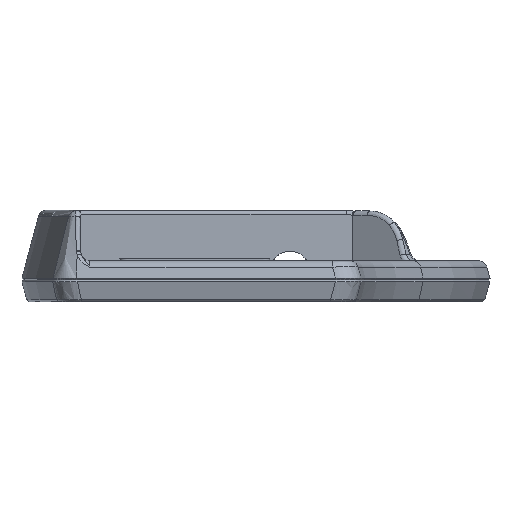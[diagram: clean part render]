
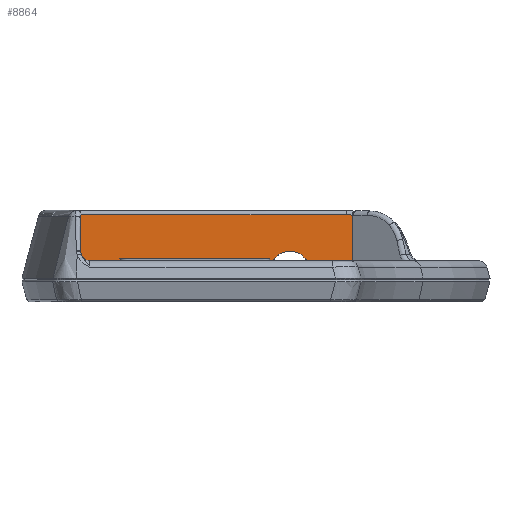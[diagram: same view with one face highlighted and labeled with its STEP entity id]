
A CAD part, left-side view. The second image highlights one B-rep face of the part: STEP entity #8864.
In plain terms, the highlighted planar face has unit normal (-1, 0, 0).
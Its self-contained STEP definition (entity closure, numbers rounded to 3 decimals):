
#108 = DIRECTION ( 'NONE',  ( 0., 1., 0. ) ) ;
#112 = VECTOR ( 'NONE', #2515, 1000. ) ;
#201 = CARTESIAN_POINT ( 'NONE',  ( 0.5, -42.5, 4.25 ) ) ;
#207 = CARTESIAN_POINT ( 'NONE',  ( 0.5, -60.594, 5.6 ) ) ;
#286 = CARTESIAN_POINT ( 'NONE',  ( 0.5, -61.196, 16.95 ) ) ;
#531 = DIRECTION ( 'NONE',  ( 0., 1., 0. ) ) ;
#538 = VERTEX_POINT ( 'NONE', #10717 ) ;
#581 = CARTESIAN_POINT ( 'NONE',  ( 0.5, -60.594, 17.06 ) ) ;
#723 = ORIENTED_EDGE ( 'NONE', *, *, #2236, .T. ) ;
#735 = EDGE_CURVE ( 'NONE', #4900, #8579, #2920, .T. ) ;
#797 = VERTEX_POINT ( 'NONE', #7131 ) ;
#816 = LINE ( 'NONE', #9038, #9485 ) ;
#1176 = EDGE_CURVE ( 'NONE', #4395, #1443, #8927, .T. ) ;
#1232 = ORIENTED_EDGE ( 'NONE', *, *, #6012, .T. ) ;
#1443 = VERTEX_POINT ( 'NONE', #4785 ) ;
#1494 = VERTEX_POINT ( 'NONE', #7703 ) ;
#1793 = CARTESIAN_POINT ( 'NONE',  ( 0.5, 0.5, 17.06 ) ) ;
#2051 = DIRECTION ( 'NONE',  ( 1., 0., 0. ) ) ;
#2138 = VERTEX_POINT ( 'NONE', #4065 ) ;
#2223 = AXIS2_PLACEMENT_3D ( 'NONE', #2661, #2051, #6930 ) ;
#2236 = EDGE_CURVE ( 'NONE', #1443, #1494, #2923, .T. ) ;
#2278 = CARTESIAN_POINT ( 'NONE',  ( 0.5, -59.752, 17.06 ) ) ;
#2443 = B_SPLINE_CURVE_WITH_KNOTS ( 'NONE', 3,
 ( #8209, #4749, #3305, #9679, #8042, #2278 ),
 .UNSPECIFIED., .F., .F.,
 ( 4, 2, 4 ),
 ( 0., 0.001, 0.001 ),
 .UNSPECIFIED. ) ;
#2515 = DIRECTION ( 'NONE',  ( 0., 0., -1. ) ) ;
#2621 = DIRECTION ( 'NONE',  ( 0., 0., -1. ) ) ;
#2661 = CARTESIAN_POINT ( 'NONE',  ( 0.5, -47., 4.25 ) ) ;
#2676 = CARTESIAN_POINT ( 'NONE',  ( 0.5, -60.594, 0. ) ) ;
#2701 = EDGE_CURVE ( 'NONE', #2738, #4900, #2443, .T. ) ;
#2738 = VERTEX_POINT ( 'NONE', #3517 ) ;
#2919 = PLANE ( 'NONE',  #10539 ) ;
#2920 = LINE ( 'NONE', #581, #4282 ) ;
#2923 = CIRCLE ( 'NONE', #2223, 4.5 ) ;
#2977 = FACE_OUTER_BOUND ( 'NONE', #4514, .T. ) ;
#3001 = CARTESIAN_POINT ( 'NONE',  ( 0.5, -59.752, 17.06 ) ) ;
#3111 = VECTOR ( 'NONE', #108, 1000. ) ;
#3198 = CARTESIAN_POINT ( 'NONE',  ( 0.5, -60.594, 1.6 ) ) ;
#3305 = CARTESIAN_POINT ( 'NONE',  ( 0.5, -60.718, 17.024 ) ) ;
#3373 = CARTESIAN_POINT ( 'NONE',  ( 0.5, -61.195, 16.935 ) ) ;
#3456 = DIRECTION ( 'NONE',  ( 0., -1., 0. ) ) ;
#3512 = CARTESIAN_POINT ( 'NONE',  ( 0.5, -60.594, 5.872 ) ) ;
#3517 = CARTESIAN_POINT ( 'NONE',  ( 0.5, -61.196, 16.95 ) ) ;
#3654 = CIRCLE ( 'NONE', #8131, 4.5 ) ;
#3681 = CARTESIAN_POINT ( 'NONE',  ( 0.5, -60.594, 1.6 ) ) ;
#3726 = CARTESIAN_POINT ( 'NONE',  ( 0.5, -60.805, 6.123 ) ) ;
#3851 = B_SPLINE_CURVE_WITH_KNOTS ( 'NONE', 3,
 ( #8448, #8555, #3373, #286 ),
 .UNSPECIFIED., .F., .F.,
 ( 4, 4 ),
 ( 0., 0. ),
 .UNSPECIFIED. ) ;
#3971 = ORIENTED_EDGE ( 'NONE', *, *, #1176, .T. ) ;
#3992 = CARTESIAN_POINT ( 'NONE',  ( 0.5, -61.194, 6.314 ) ) ;
#4022 = ORIENTED_EDGE ( 'NONE', *, *, #8397, .F. ) ;
#4023 = LINE ( 'NONE', #3198, #7530 ) ;
#4065 = CARTESIAN_POINT ( 'NONE',  ( 0.5, -61.194, 16.905 ) ) ;
#4136 = LINE ( 'NONE', #9964, #10541 ) ;
#4280 =( BOUNDED_CURVE ( )  B_SPLINE_CURVE ( 3, ( #207, #3512, #3726, #7924 ),
 .UNSPECIFIED., .F., .F. ) 
 B_SPLINE_CURVE_WITH_KNOTS ( ( 4, 4 ),
 ( 3.142, 3.937 ),
 .UNSPECIFIED. ) 
 CURVE ( )  GEOMETRIC_REPRESENTATION_ITEM ( )  RATIONAL_B_SPLINE_CURVE ( ( 1., 0.948, 0.948, 1. ) ) 
 REPRESENTATION_ITEM ( '' )  );
#4282 = VECTOR ( 'NONE', #531, 1000. ) ;
#4328 = CARTESIAN_POINT ( 'NONE',  ( 0.5, -47., 4.25 ) ) ;
#4384 = DIRECTION ( 'NONE',  ( 1., 0., 0. ) ) ;
#4395 = VERTEX_POINT ( 'NONE', #201 ) ;
#4514 = EDGE_LOOP ( 'NONE', ( #1232, #9433, #7886, #5538, #6442, #6909, #3971, #723, #4022, #5742, #7157, #10649 ) ) ;
#4749 = CARTESIAN_POINT ( 'NONE',  ( 0.5, -60.958, 16.999 ) ) ;
#4785 = CARTESIAN_POINT ( 'NONE',  ( 0.5, -51.5, 4.25 ) ) ;
#4900 = VERTEX_POINT ( 'NONE', #3001 ) ;
#5032 = EDGE_CURVE ( 'NONE', #7238, #5283, #5914, .T. ) ;
#5137 = EDGE_CURVE ( 'NONE', #2138, #6560, #4136, .T. ) ;
#5283 = VERTEX_POINT ( 'NONE', #6844 ) ;
#5538 = ORIENTED_EDGE ( 'NONE', *, *, #7978, .T. ) ;
#5742 = ORIENTED_EDGE ( 'NONE', *, *, #7255, .F. ) ;
#5791 = CARTESIAN_POINT ( 'NONE',  ( 0.5, -45.521, 0. ) ) ;
#5828 = AXIS2_PLACEMENT_3D ( 'NONE', #4328, #4384, #3456 ) ;
#5914 = LINE ( 'NONE', #2676, #3111 ) ;
#6012 = EDGE_CURVE ( 'NONE', #2138, #2738, #3851, .T. ) ;
#6442 = ORIENTED_EDGE ( 'NONE', *, *, #5032, .F. ) ;
#6560 = VERTEX_POINT ( 'NONE', #3992 ) ;
#6844 = CARTESIAN_POINT ( 'NONE',  ( 0.5, 0.5, 0. ) ) ;
#6909 = ORIENTED_EDGE ( 'NONE', *, *, #10271, .T. ) ;
#6930 = DIRECTION ( 'NONE',  ( 0., -1., 0. ) ) ;
#7131 = CARTESIAN_POINT ( 'NONE',  ( 0.5, -60.594, 5.6 ) ) ;
#7157 = ORIENTED_EDGE ( 'NONE', *, *, #9442, .T. ) ;
#7238 = VERTEX_POINT ( 'NONE', #5791 ) ;
#7255 = EDGE_CURVE ( 'NONE', #797, #538, #4023, .T. ) ;
#7301 = DIRECTION ( 'NONE',  ( 0., -1., 0. ) ) ;
#7418 = DIRECTION ( 'NONE',  ( 0., 1., 0. ) ) ;
#7530 = VECTOR ( 'NONE', #9082, 1000. ) ;
#7703 = CARTESIAN_POINT ( 'NONE',  ( 0.5, -48.479, 0. ) ) ;
#7886 = ORIENTED_EDGE ( 'NONE', *, *, #735, .T. ) ;
#7924 = CARTESIAN_POINT ( 'NONE',  ( 0.5, -61.194, 6.314 ) ) ;
#7978 = EDGE_CURVE ( 'NONE', #8579, #5283, #9048, .T. ) ;
#8042 = CARTESIAN_POINT ( 'NONE',  ( 0.5, -59.994, 17.06 ) ) ;
#8131 = AXIS2_PLACEMENT_3D ( 'NONE', #8961, #9842, #7301 ) ;
#8209 = CARTESIAN_POINT ( 'NONE',  ( 0.5, -61.196, 16.95 ) ) ;
#8229 = CARTESIAN_POINT ( 'NONE',  ( 0.5, 0.5, 1.6 ) ) ;
#8397 = EDGE_CURVE ( 'NONE', #538, #1494, #816, .T. ) ;
#8448 = CARTESIAN_POINT ( 'NONE',  ( 0.5, -61.194, 16.905 ) ) ;
#8555 = CARTESIAN_POINT ( 'NONE',  ( 0.5, -61.194, 16.92 ) ) ;
#8579 = VERTEX_POINT ( 'NONE', #1793 ) ;
#8741 = DIRECTION ( 'NONE',  ( -1., 0., 0. ) ) ;
#8864 = ADVANCED_FACE ( 'NONE', ( #2977 ), #2919, .T. ) ;
#8927 = CIRCLE ( 'NONE', #5828, 4.5 ) ;
#8961 = CARTESIAN_POINT ( 'NONE',  ( 0.5, -47., 4.25 ) ) ;
#9038 = CARTESIAN_POINT ( 'NONE',  ( 0.5, -60.594, 0. ) ) ;
#9048 = LINE ( 'NONE', #8229, #112 ) ;
#9082 = DIRECTION ( 'NONE',  ( 0., 0., -1. ) ) ;
#9433 = ORIENTED_EDGE ( 'NONE', *, *, #2701, .T. ) ;
#9442 = EDGE_CURVE ( 'NONE', #797, #6560, #4280, .T. ) ;
#9485 = VECTOR ( 'NONE', #7418, 1000. ) ;
#9679 = CARTESIAN_POINT ( 'NONE',  ( 0.5, -60.236, 17.054 ) ) ;
#9842 = DIRECTION ( 'NONE',  ( 1., 0., 0. ) ) ;
#9964 = CARTESIAN_POINT ( 'NONE',  ( 0.5, -61.194, 1.6 ) ) ;
#10271 = EDGE_CURVE ( 'NONE', #7238, #4395, #3654, .T. ) ;
#10434 = DIRECTION ( 'NONE',  ( 0., -1., 0. ) ) ;
#10539 = AXIS2_PLACEMENT_3D ( 'NONE', #3681, #8741, #10434 ) ;
#10541 = VECTOR ( 'NONE', #2621, 1000. ) ;
#10649 = ORIENTED_EDGE ( 'NONE', *, *, #5137, .F. ) ;
#10717 = CARTESIAN_POINT ( 'NONE',  ( 0.5, -60.594, 0. ) ) ;
